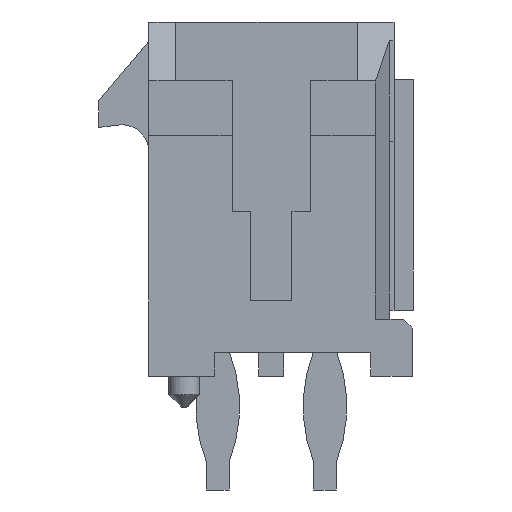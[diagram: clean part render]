
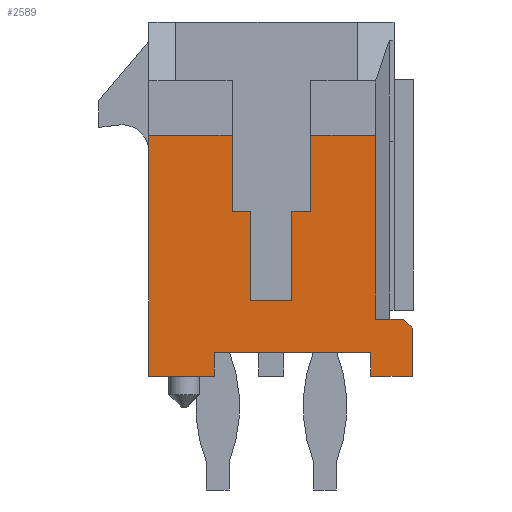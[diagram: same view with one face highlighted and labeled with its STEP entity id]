
A CAD part, left-side view. The second image highlights one B-rep face of the part: STEP entity #2589.
In plain terms, the highlighted planar face has unit normal (-1, 0, 0).
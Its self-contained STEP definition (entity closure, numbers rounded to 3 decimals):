
#156=FACE_OUTER_BOUND('',#297,.T.);
#297=EDGE_LOOP('',(#2124,#2125,#2126,#2127,#2128,#2129,#2130,#2131,#2132,
#2133,#2134,#2135,#2136,#2137,#2138,#2139,#2140,#2141,#2142));
#353=LINE('',#3503,#699);
#394=LINE('',#3601,#740);
#420=LINE('',#3656,#766);
#449=LINE('',#3714,#795);
#455=LINE('',#3729,#801);
#484=LINE('',#3783,#830);
#501=LINE('',#3816,#847);
#549=LINE('',#3910,#895);
#572=LINE('',#3959,#918);
#593=LINE('',#4004,#939);
#609=LINE('',#4036,#955);
#621=LINE('',#4066,#967);
#644=LINE('',#4115,#990);
#645=LINE('',#4116,#991);
#646=LINE('',#4118,#992);
#647=LINE('',#4119,#993);
#648=LINE('',#4120,#994);
#649=LINE('',#4121,#995);
#650=LINE('',#4122,#996);
#699=VECTOR('',#2834,1000.);
#740=VECTOR('',#2901,1000.);
#766=VECTOR('',#2939,1000.);
#795=VECTOR('',#2978,1000.);
#801=VECTOR('',#2990,1000.);
#830=VECTOR('',#3035,1000.);
#847=VECTOR('',#3062,1000.);
#895=VECTOR('',#3140,1000.);
#918=VECTOR('',#3175,1000.);
#939=VECTOR('',#3220,1000.);
#955=VECTOR('',#3254,1000.);
#967=VECTOR('',#3286,1000.);
#990=VECTOR('',#3343,1000.);
#991=VECTOR('',#3344,1000.);
#992=VECTOR('',#3345,1000.);
#993=VECTOR('',#3346,1000.);
#994=VECTOR('',#3347,1000.);
#995=VECTOR('',#3348,1000.);
#996=VECTOR('',#3349,1000.);
#1049=VERTEX_POINT('',#3500);
#1050=VERTEX_POINT('',#3502);
#1093=VERTEX_POINT('',#3598);
#1094=VERTEX_POINT('',#3600);
#1117=VERTEX_POINT('',#3655);
#1140=VERTEX_POINT('',#3711);
#1141=VERTEX_POINT('',#3713);
#1146=VERTEX_POINT('',#3726);
#1147=VERTEX_POINT('',#3728);
#1164=VERTEX_POINT('',#3782);
#1175=VERTEX_POINT('',#3815);
#1205=VERTEX_POINT('',#3908);
#1206=VERTEX_POINT('',#3909);
#1224=VERTEX_POINT('',#3955);
#1226=VERTEX_POINT('',#3958);
#1238=VERTEX_POINT('',#4002);
#1245=VERTEX_POINT('',#4034);
#1262=VERTEX_POINT('',#4114);
#1263=VERTEX_POINT('',#4117);
#1290=EDGE_CURVE('',#1050,#1049,#353,.T.);
#1335=EDGE_CURVE('',#1094,#1093,#394,.T.);
#1361=EDGE_CURVE('',#1050,#1117,#420,.T.);
#1390=EDGE_CURVE('',#1141,#1140,#449,.T.);
#1397=EDGE_CURVE('',#1147,#1146,#455,.T.);
#1427=EDGE_CURVE('',#1164,#1147,#484,.T.);
#1444=EDGE_CURVE('',#1175,#1141,#501,.T.);
#1492=EDGE_CURVE('',#1205,#1206,#549,.T.);
#1515=EDGE_CURVE('',#1224,#1226,#572,.T.);
#1538=EDGE_CURVE('',#1205,#1238,#593,.T.);
#1554=EDGE_CURVE('',#1140,#1245,#609,.T.);
#1569=EDGE_CURVE('',#1224,#1206,#621,.T.);
#1594=EDGE_CURVE('',#1049,#1262,#644,.T.);
#1595=EDGE_CURVE('',#1262,#1226,#645,.T.);
#1596=EDGE_CURVE('',#1263,#1238,#646,.T.);
#1597=EDGE_CURVE('',#1263,#1164,#647,.T.);
#1598=EDGE_CURVE('',#1146,#1094,#648,.T.);
#1599=EDGE_CURVE('',#1093,#1175,#649,.T.);
#1600=EDGE_CURVE('',#1245,#1117,#650,.T.);
#2124=ORIENTED_EDGE('',*,*,#1290,.T.);
#2125=ORIENTED_EDGE('',*,*,#1594,.T.);
#2126=ORIENTED_EDGE('',*,*,#1595,.T.);
#2127=ORIENTED_EDGE('',*,*,#1515,.F.);
#2128=ORIENTED_EDGE('',*,*,#1569,.T.);
#2129=ORIENTED_EDGE('',*,*,#1492,.F.);
#2130=ORIENTED_EDGE('',*,*,#1538,.T.);
#2131=ORIENTED_EDGE('',*,*,#1596,.F.);
#2132=ORIENTED_EDGE('',*,*,#1597,.T.);
#2133=ORIENTED_EDGE('',*,*,#1427,.T.);
#2134=ORIENTED_EDGE('',*,*,#1397,.T.);
#2135=ORIENTED_EDGE('',*,*,#1598,.T.);
#2136=ORIENTED_EDGE('',*,*,#1335,.T.);
#2137=ORIENTED_EDGE('',*,*,#1599,.T.);
#2138=ORIENTED_EDGE('',*,*,#1444,.T.);
#2139=ORIENTED_EDGE('',*,*,#1390,.T.);
#2140=ORIENTED_EDGE('',*,*,#1554,.T.);
#2141=ORIENTED_EDGE('',*,*,#1600,.T.);
#2142=ORIENTED_EDGE('',*,*,#1361,.F.);
#2456=PLANE('',#2758);
#2589=ADVANCED_FACE('',(#156),#2456,.T.);
#2758=AXIS2_PLACEMENT_3D('',#4113,#3341,#3342);
#2834=DIRECTION('',(0.,-1.,0.));
#2901=DIRECTION('',(0.,0.,-1.));
#2939=DIRECTION('',(0.,0.,1.));
#2978=DIRECTION('',(0.,1.,0.));
#2990=DIRECTION('',(0.,0.,-1.));
#3035=DIRECTION('',(0.,1.,0.));
#3062=DIRECTION('',(0.,0.,1.));
#3140=DIRECTION('',(0.,0.,-1.));
#3175=DIRECTION('',(0.,0.,1.));
#3220=DIRECTION('',(0.,0.707,0.707));
#3254=DIRECTION('',(0.,0.,1.));
#3286=DIRECTION('',(0.,-1.,0.));
#3341=DIRECTION('center_axis',(-1.,0.,0.));
#3342=DIRECTION('ref_axis',(0.,0.,1.));
#3343=DIRECTION('',(0.,0.,1.));
#3344=DIRECTION('',(0.,-1.,0.));
#3345=DIRECTION('',(0.,-1.,0.));
#3346=DIRECTION('',(0.,0.,1.));
#3347=DIRECTION('',(0.,1.,0.));
#3348=DIRECTION('',(0.,1.,0.));
#3349=DIRECTION('',(0.,1.,0.));
#3500=CARTESIAN_POINT('',(-3.575,1.6,-4.955));
#3502=CARTESIAN_POINT('',(-3.575,3.43,-4.955));
#3503=CARTESIAN_POINT('',(-3.575,3.43,-4.955));
#3598=CARTESIAN_POINT('',(-3.575,-0.575,-2.845));
#3600=CARTESIAN_POINT('',(-3.575,-0.575,-0.345));
#3601=CARTESIAN_POINT('',(-3.575,-0.575,-0.345));
#3655=CARTESIAN_POINT('',(-3.575,3.43,1.785));
#3656=CARTESIAN_POINT('',(-3.575,3.43,-4.955));
#3711=CARTESIAN_POINT('',(-3.575,1.1,-0.345));
#3713=CARTESIAN_POINT('',(-3.575,0.575,-0.345));
#3714=CARTESIAN_POINT('',(-3.575,0.575,-0.345));
#3726=CARTESIAN_POINT('',(-3.575,-1.1,-0.345));
#3728=CARTESIAN_POINT('',(-3.575,-1.1,1.785));
#3729=CARTESIAN_POINT('',(-3.575,-1.1,1.785));
#3782=CARTESIAN_POINT('',(-3.575,-2.916,1.785));
#3783=CARTESIAN_POINT('',(-3.575,-2.916,1.785));
#3815=CARTESIAN_POINT('',(-3.575,0.575,-2.845));
#3816=CARTESIAN_POINT('',(-3.575,0.575,-2.845));
#3908=CARTESIAN_POINT('',(-3.575,-3.94,-3.605));
#3909=CARTESIAN_POINT('',(-3.575,-3.94,-4.955));
#3910=CARTESIAN_POINT('',(-3.575,-3.94,-3.605));
#3955=CARTESIAN_POINT('',(-3.575,-2.78,-4.955));
#3958=CARTESIAN_POINT('',(-3.575,-2.78,-4.285));
#3959=CARTESIAN_POINT('',(-3.575,-2.78,-4.955));
#4002=CARTESIAN_POINT('',(-3.575,-3.69,-3.355));
#4004=CARTESIAN_POINT('',(-3.575,-3.94,-3.605));
#4034=CARTESIAN_POINT('',(-3.575,1.1,1.785));
#4036=CARTESIAN_POINT('',(-3.575,1.1,-0.345));
#4066=CARTESIAN_POINT('',(-3.575,-2.78,-4.955));
#4113=CARTESIAN_POINT('Origin',(-3.575,3.43,-3.355));
#4114=CARTESIAN_POINT('',(-3.575,1.6,-4.285));
#4115=CARTESIAN_POINT('',(-3.575,1.6,-4.955));
#4116=CARTESIAN_POINT('',(-3.575,1.6,-4.285));
#4117=CARTESIAN_POINT('',(-3.575,-2.916,-3.355));
#4118=CARTESIAN_POINT('',(-3.575,-2.916,-3.355));
#4119=CARTESIAN_POINT('',(-3.575,-2.916,-3.355));
#4120=CARTESIAN_POINT('',(-3.575,-1.1,-0.345));
#4121=CARTESIAN_POINT('',(-3.575,-0.575,-2.845));
#4122=CARTESIAN_POINT('',(-3.575,1.1,1.785));
